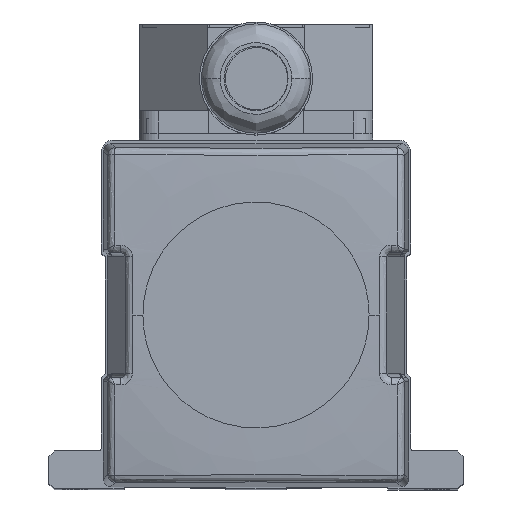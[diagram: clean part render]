
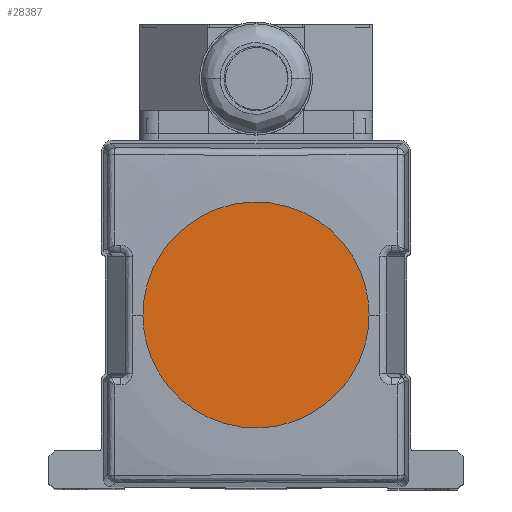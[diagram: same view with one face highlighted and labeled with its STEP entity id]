
A CAD part, top view. The second image highlights one B-rep face of the part: STEP entity #28387.
In plain terms, the highlighted planar face has unit normal (0, 0, 1).
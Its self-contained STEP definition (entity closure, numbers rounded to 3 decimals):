
#1910 = EDGE_CURVE ( 'NONE', #25265, #22540, #11936, .T. ) ;
#2036 = PLANE ( 'NONE',  #14722 ) ;
#2425 = DIRECTION ( 'NONE',  ( -1., 0., 0. ) ) ;
#7220 = CARTESIAN_POINT ( 'NONE',  ( 30., 0., 36.5 ) ) ;
#8502 = CARTESIAN_POINT ( 'NONE',  ( -30., 60., 36.5 ) ) ;
#8618 = CARTESIAN_POINT ( 'NONE',  ( 30., 60., 36.5 ) ) ;
#11177 = CARTESIAN_POINT ( 'NONE',  ( 30., -60., 36.5 ) ) ;
#11936 =( BOUNDED_CURVE ( )  B_SPLINE_CURVE ( 3, ( #27028, #11177, #23809, #23683 ),
 .UNSPECIFIED., .F., .F. ) 
 B_SPLINE_CURVE_WITH_KNOTS ( ( 4, 4 ),
 ( 0., 1. ),
 .UNSPECIFIED. ) 
 CURVE ( )  GEOMETRIC_REPRESENTATION_ITEM ( )  RATIONAL_B_SPLINE_CURVE ( ( 1., 0.333, 0.333, 1. ) ) 
 REPRESENTATION_ITEM ( '' )  );
#14722 = AXIS2_PLACEMENT_3D ( 'NONE', #26931, #33453, #2425 ) ;
#14842 =( BOUNDED_CURVE ( )  B_SPLINE_CURVE ( 3, ( #23411, #8502, #8618, #17550 ),
 .UNSPECIFIED., .F., .F. ) 
 B_SPLINE_CURVE_WITH_KNOTS ( ( 4, 4 ),
 ( 0., 1. ),
 .UNSPECIFIED. ) 
 CURVE ( )  GEOMETRIC_REPRESENTATION_ITEM ( )  RATIONAL_B_SPLINE_CURVE ( ( 1., 0.333, 0.333, 1. ) ) 
 REPRESENTATION_ITEM ( '' )  );
#16138 = EDGE_LOOP ( 'NONE', ( #28632, #38268 ) ) ;
#17550 = CARTESIAN_POINT ( 'NONE',  ( 30., 0., 36.5 ) ) ;
#22540 = VERTEX_POINT ( 'NONE', #29344 ) ;
#23411 = CARTESIAN_POINT ( 'NONE',  ( -30., 0., 36.5 ) ) ;
#23683 = CARTESIAN_POINT ( 'NONE',  ( -30., 0., 36.5 ) ) ;
#23809 = CARTESIAN_POINT ( 'NONE',  ( -30., -60., 36.5 ) ) ;
#25265 = VERTEX_POINT ( 'NONE', #7220 ) ;
#26931 = CARTESIAN_POINT ( 'NONE',  ( 0., 0., 36.5 ) ) ;
#27028 = CARTESIAN_POINT ( 'NONE',  ( 30., 0., 36.5 ) ) ;
#27700 = EDGE_CURVE ( 'NONE', #22540, #25265, #14842, .T. ) ;
#28387 = ADVANCED_FACE ( 'NONE', ( #28827 ), #2036, .F. ) ;
#28632 = ORIENTED_EDGE ( 'NONE', *, *, #1910, .F. ) ;
#28827 = FACE_OUTER_BOUND ( 'NONE', #16138, .T. ) ;
#29344 = CARTESIAN_POINT ( 'NONE',  ( -30., 0., 36.5 ) ) ;
#33453 = DIRECTION ( 'NONE',  ( 0., 0., -1. ) ) ;
#38268 = ORIENTED_EDGE ( 'NONE', *, *, #27700, .F. ) ;
